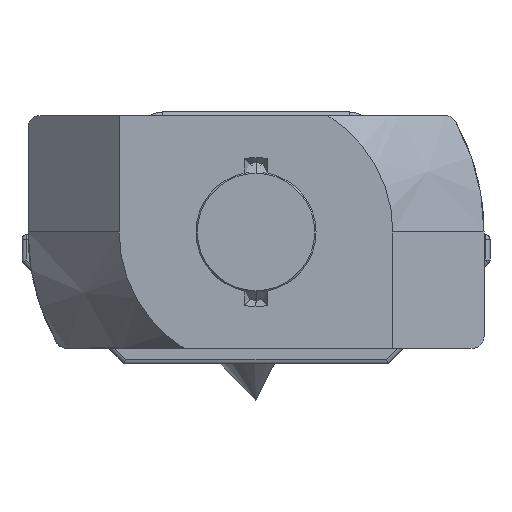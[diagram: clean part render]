
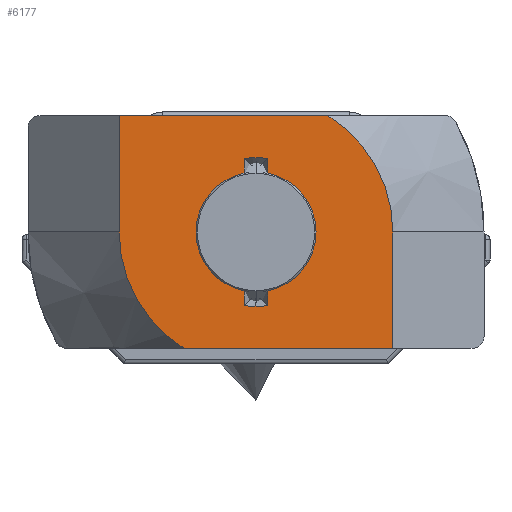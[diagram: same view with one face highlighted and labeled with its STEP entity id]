
A CAD part, front view. The second image highlights one B-rep face of the part: STEP entity #6177.
In plain terms, the highlighted planar face has unit normal (0, -1, 0).
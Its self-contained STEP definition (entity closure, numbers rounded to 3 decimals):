
#30 = DIRECTION ( 'NONE',  ( -1., 0., 0. ) ) ;
#97 = AXIS2_PLACEMENT_3D ( 'NONE', #5720, #3293, #348 ) ;
#120 = ORIENTED_EDGE ( 'NONE', *, *, #3172, .T. ) ;
#348 = DIRECTION ( 'NONE',  ( 0., 0., -1. ) ) ;
#352 = VERTEX_POINT ( 'NONE', #6785 ) ;
#357 = DIRECTION ( 'NONE',  ( 1., 0., 0. ) ) ;
#391 = DIRECTION ( 'NONE',  ( 0., 1., 0. ) ) ;
#405 = LINE ( 'NONE', #3361, #2407 ) ;
#470 = CARTESIAN_POINT ( 'NONE',  ( -5.7, -73.5, 0.25 ) ) ;
#531 = CARTESIAN_POINT ( 'NONE',  ( -5.7, -73.5, 5.1 ) ) ;
#541 = DIRECTION ( 'NONE',  ( 0., -1., 0. ) ) ;
#549 = DIRECTION ( 'NONE',  ( -1., 0., 0. ) ) ;
#601 = VERTEX_POINT ( 'NONE', #1852 ) ;
#661 = DIRECTION ( 'NONE',  ( 0., 1., 0. ) ) ;
#703 = VERTEX_POINT ( 'NONE', #3014 ) ;
#748 = CARTESIAN_POINT ( 'NONE',  ( -0.5, -73.5, 0.25 ) ) ;
#830 = CARTESIAN_POINT ( 'NONE',  ( 0., -73.5, 0.25 ) ) ;
#855 = VERTEX_POINT ( 'NONE', #6218 ) ;
#875 = ORIENTED_EDGE ( 'NONE', *, *, #4549, .F. ) ;
#885 = VERTEX_POINT ( 'NONE', #6868 ) ;
#937 = VERTEX_POINT ( 'NONE', #4614 ) ;
#1000 = ORIENTED_EDGE ( 'NONE', *, *, #6003, .F. ) ;
#1055 = VERTEX_POINT ( 'NONE', #2016 ) ;
#1088 = ORIENTED_EDGE ( 'NONE', *, *, #5138, .F. ) ;
#1121 = ORIENTED_EDGE ( 'NONE', *, *, #2448, .F. ) ;
#1137 = LINE ( 'NONE', #470, #3563 ) ;
#1191 = VERTEX_POINT ( 'NONE', #5107 ) ;
#1233 = LINE ( 'NONE', #4883, #6492 ) ;
#1252 = DIRECTION ( 'NONE',  ( 0., 0., 1. ) ) ;
#1263 = CARTESIAN_POINT ( 'NONE',  ( 5.7, -73.5, 0.25 ) ) ;
#1296 = EDGE_CURVE ( 'NONE', #1055, #885, #5486, .T. ) ;
#1384 = DIRECTION ( 'NONE',  ( 0., 0., -1. ) ) ;
#1396 = DIRECTION ( 'NONE',  ( 0., -1., 0. ) ) ;
#1438 = EDGE_CURVE ( 'NONE', #855, #1709, #3229, .T. ) ;
#1679 = CARTESIAN_POINT ( 'NONE',  ( 0., -73.5, 0.25 ) ) ;
#1709 = VERTEX_POINT ( 'NONE', #4392 ) ;
#1725 = CARTESIAN_POINT ( 'NONE',  ( 0., -73.5, 0.25 ) ) ;
#1775 = DIRECTION ( 'NONE',  ( 0., 0., -1. ) ) ;
#1852 = CARTESIAN_POINT ( 'NONE',  ( 0.5, -73.5, 2.699 ) ) ;
#1902 = CARTESIAN_POINT ( 'NONE',  ( 0.5, -73.5, 0.25 ) ) ;
#1956 = ORIENTED_EDGE ( 'NONE', *, *, #7024, .F. ) ;
#2016 = CARTESIAN_POINT ( 'NONE',  ( -2.995, -73.5, -4.6 ) ) ;
#2054 = EDGE_LOOP ( 'NONE', ( #2860, #120, #3201, #3637, #6154, #5281 ) ) ;
#2072 = EDGE_CURVE ( 'NONE', #601, #7753, #1233, .T. ) ;
#2131 = FACE_OUTER_BOUND ( 'NONE', #2054, .T. ) ;
#2407 = VECTOR ( 'NONE', #2738, 1000. ) ;
#2448 = EDGE_CURVE ( 'NONE', #5402, #4522, #7246, .T. ) ;
#2633 = CIRCLE ( 'NONE', #6973, 3.1 ) ;
#2738 = DIRECTION ( 'NONE',  ( 0., 0., -1. ) ) ;
#2815 = ORIENTED_EDGE ( 'NONE', *, *, #6465, .F. ) ;
#2855 = LINE ( 'NONE', #5981, #6927 ) ;
#2860 = ORIENTED_EDGE ( 'NONE', *, *, #4027, .T. ) ;
#2966 = VECTOR ( 'NONE', #549, 1000. ) ;
#3014 = CARTESIAN_POINT ( 'NONE',  ( -0.5, -73.5, -2.809 ) ) ;
#3090 = EDGE_CURVE ( 'NONE', #5502, #5079, #6809, .T. ) ;
#3172 = EDGE_CURVE ( 'NONE', #5529, #885, #1137, .T. ) ;
#3194 = AXIS2_PLACEMENT_3D ( 'NONE', #6921, #3386, #5771 ) ;
#3201 = ORIENTED_EDGE ( 'NONE', *, *, #1296, .F. ) ;
#3229 = CIRCLE ( 'NONE', #7084, 5.7 ) ;
#3293 = DIRECTION ( 'NONE',  ( 0., -1., 0. ) ) ;
#3361 = CARTESIAN_POINT ( 'NONE',  ( -0.5, -73.5, 0.25 ) ) ;
#3386 = DIRECTION ( 'NONE',  ( 0., 1., 0. ) ) ;
#3398 = CARTESIAN_POINT ( 'NONE',  ( 0.5, -73.5, -2.199 ) ) ;
#3563 = VECTOR ( 'NONE', #5267, 1000. ) ;
#3587 = DIRECTION ( 'NONE',  ( -1., 0., 0. ) ) ;
#3594 = CIRCLE ( 'NONE', #4102, 2.5 ) ;
#3612 = DIRECTION ( 'NONE',  ( 0., 1., 0. ) ) ;
#3637 = ORIENTED_EDGE ( 'NONE', *, *, #5938, .F. ) ;
#3886 = CARTESIAN_POINT ( 'NONE',  ( 0.5, -73.5, -2.809 ) ) ;
#3894 = CARTESIAN_POINT ( 'NONE',  ( 0., -73.5, 0.25 ) ) ;
#3965 = FACE_BOUND ( 'NONE', #6792, .T. ) ;
#3993 = VECTOR ( 'NONE', #6552, 1000. ) ;
#4027 = EDGE_CURVE ( 'NONE', #855, #5529, #2855, .T. ) ;
#4093 = CARTESIAN_POINT ( 'NONE',  ( 0., -73.5, -4.6 ) ) ;
#4102 = AXIS2_PLACEMENT_3D ( 'NONE', #4827, #6160, #1252 ) ;
#4148 = ORIENTED_EDGE ( 'NONE', *, *, #5226, .T. ) ;
#4157 = ORIENTED_EDGE ( 'NONE', *, *, #3090, .T. ) ;
#4320 = CARTESIAN_POINT ( 'NONE',  ( 0., -73.5, 0.25 ) ) ;
#4392 = CARTESIAN_POINT ( 'NONE',  ( 5.7, -73.5, 0.25 ) ) ;
#4417 = DIRECTION ( 'NONE',  ( 0., 0., -1. ) ) ;
#4465 = VECTOR ( 'NONE', #1384, 1000. ) ;
#4522 = VERTEX_POINT ( 'NONE', #3398 ) ;
#4549 = EDGE_CURVE ( 'NONE', #5502, #703, #405, .T. ) ;
#4587 = AXIS2_PLACEMENT_3D ( 'NONE', #3894, #391, #357 ) ;
#4614 = CARTESIAN_POINT ( 'NONE',  ( 0., -73.5, -2.85 ) ) ;
#4827 = CARTESIAN_POINT ( 'NONE',  ( 0., -73.5, 0.25 ) ) ;
#4883 = CARTESIAN_POINT ( 'NONE',  ( 0.5, -73.5, 0.25 ) ) ;
#5079 = VERTEX_POINT ( 'NONE', #5510 ) ;
#5107 = CARTESIAN_POINT ( 'NONE',  ( -0.5, -73.5, 3.309 ) ) ;
#5138 = EDGE_CURVE ( 'NONE', #703, #937, #6217, .T. ) ;
#5226 = EDGE_CURVE ( 'NONE', #601, #4522, #3594, .T. ) ;
#5267 = DIRECTION ( 'NONE',  ( 0., 0., -1. ) ) ;
#5281 = ORIENTED_EDGE ( 'NONE', *, *, #1438, .F. ) ;
#5289 = CARTESIAN_POINT ( 'NONE',  ( -0.5, -73.5, -2.199 ) ) ;
#5304 = LINE ( 'NONE', #4093, #2966 ) ;
#5338 = DIRECTION ( 'NONE',  ( 0., 0., -1. ) ) ;
#5375 = ORIENTED_EDGE ( 'NONE', *, *, #2072, .F. ) ;
#5402 = VERTEX_POINT ( 'NONE', #3886 ) ;
#5486 = CIRCLE ( 'NONE', #5847, 5.7 ) ;
#5498 = CIRCLE ( 'NONE', #97, 3.1 ) ;
#5502 = VERTEX_POINT ( 'NONE', #5289 ) ;
#5510 = CARTESIAN_POINT ( 'NONE',  ( -0.5, -73.5, 2.699 ) ) ;
#5529 = VERTEX_POINT ( 'NONE', #531 ) ;
#5720 = CARTESIAN_POINT ( 'NONE',  ( 0., -73.5, 0.25 ) ) ;
#5729 = PLANE ( 'NONE',  #4587 ) ;
#5771 = DIRECTION ( 'NONE',  ( 0., 0., 1. ) ) ;
#5847 = AXIS2_PLACEMENT_3D ( 'NONE', #1679, #3612, #30 ) ;
#5908 = EDGE_CURVE ( 'NONE', #1709, #352, #6047, .T. ) ;
#5938 = EDGE_CURVE ( 'NONE', #352, #1055, #5304, .T. ) ;
#5981 = CARTESIAN_POINT ( 'NONE',  ( -9.5, -73.5, 5.1 ) ) ;
#6003 = EDGE_CURVE ( 'NONE', #1191, #5079, #6130, .T. ) ;
#6047 = LINE ( 'NONE', #1263, #7063 ) ;
#6130 = LINE ( 'NONE', #748, #4465 ) ;
#6154 = ORIENTED_EDGE ( 'NONE', *, *, #5908, .F. ) ;
#6160 = DIRECTION ( 'NONE',  ( 0., 1., 0. ) ) ;
#6177 = ADVANCED_FACE ( 'NONE', ( #3965, #2131 ), #5729, .F. ) ;
#6217 = CIRCLE ( 'NONE', #6594, 3.1 ) ;
#6218 = CARTESIAN_POINT ( 'NONE',  ( 2.995, -73.5, 5.1 ) ) ;
#6465 = EDGE_CURVE ( 'NONE', #937, #5402, #5498, .T. ) ;
#6492 = VECTOR ( 'NONE', #7171, 1000. ) ;
#6552 = DIRECTION ( 'NONE',  ( 0., 0., 1. ) ) ;
#6594 = AXIS2_PLACEMENT_3D ( 'NONE', #1725, #541, #5338 ) ;
#6658 = DIRECTION ( 'NONE',  ( -1., 0., 0. ) ) ;
#6785 = CARTESIAN_POINT ( 'NONE',  ( 5.7, -73.5, -4.6 ) ) ;
#6792 = EDGE_LOOP ( 'NONE', ( #5375, #4148, #1121, #2815, #1088, #875, #4157, #1000, #1956 ) ) ;
#6809 = CIRCLE ( 'NONE', #3194, 2.5 ) ;
#6868 = CARTESIAN_POINT ( 'NONE',  ( -5.7, -73.5, 0.25 ) ) ;
#6921 = CARTESIAN_POINT ( 'NONE',  ( 0., -73.5, 0.25 ) ) ;
#6927 = VECTOR ( 'NONE', #3587, 1000. ) ;
#6973 = AXIS2_PLACEMENT_3D ( 'NONE', #830, #1396, #4417 ) ;
#7024 = EDGE_CURVE ( 'NONE', #7753, #1191, #2633, .T. ) ;
#7063 = VECTOR ( 'NONE', #1775, 1000. ) ;
#7084 = AXIS2_PLACEMENT_3D ( 'NONE', #4320, #661, #6658 ) ;
#7171 = DIRECTION ( 'NONE',  ( 0., 0., 1. ) ) ;
#7246 = LINE ( 'NONE', #1902, #3993 ) ;
#7316 = CARTESIAN_POINT ( 'NONE',  ( 0.5, -73.5, 3.309 ) ) ;
#7753 = VERTEX_POINT ( 'NONE', #7316 ) ;
